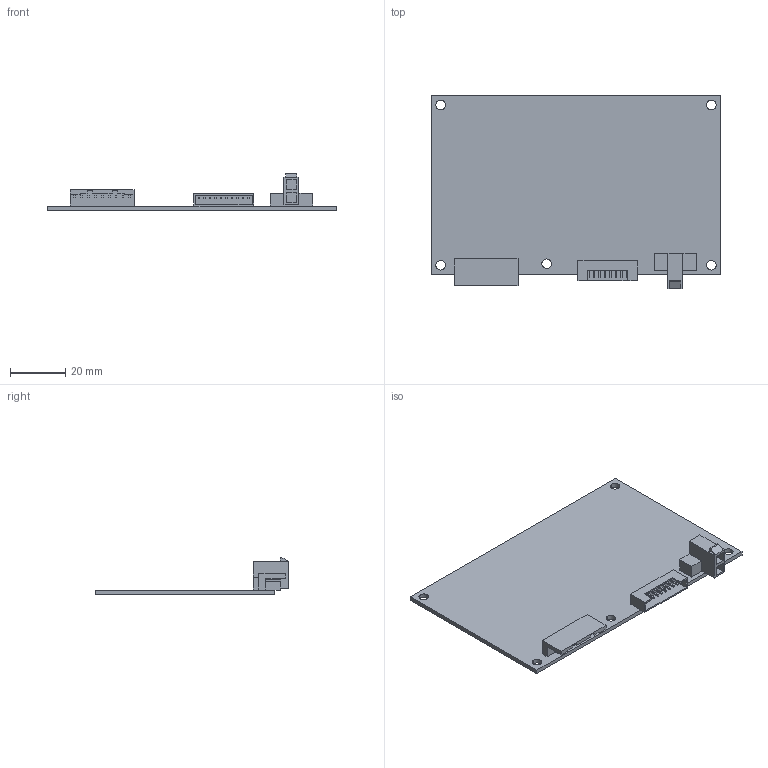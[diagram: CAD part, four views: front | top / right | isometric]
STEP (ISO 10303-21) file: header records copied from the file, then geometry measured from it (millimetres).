
FILE_DESCRIPTION(('starvars output'),'2;1');
FILE_NAME('fyd66sd3.stp','09:11:15 2014/09/12',( 'Thomas Industrial Network Germany GmbH'),( 'Thomas Industrial Network Germany GmbH'),'unknown preprocess','ACIS' ,'unknown authorization');
FILE_SCHEMA(('AUTOMOTIVE_DESIGN_CC2 {UNKNOWN IMPLEMENTATION LEVEL}'));
Length unit declared in the file: millimetre
Products named in the file (1): PRODUCT_ID_12
Bounding box: 105 x 70 x 13.4 mm (x, y, z)
Volume: 12619.8 mm3; surface area: 16262 mm2
Topology: 1 solids, 1 shells, 170 faces, 431 edges, 286 vertices
Faces by surface type: plane 160, cylinder 10
Entity records: 6374 total; most frequent: CARTESIAN_POINT 863, ORIENTED_EDGE 862, DIRECTION 751, EDGE_CURVE 431, VECTOR 403, LINE 403, VERTEX_POINT 286, EDGE_LOOP 203
